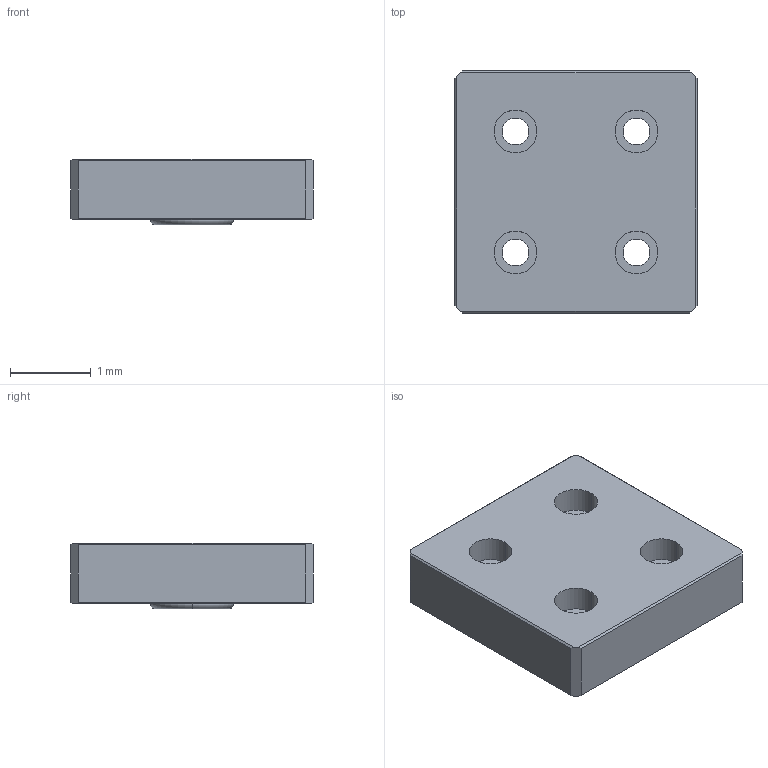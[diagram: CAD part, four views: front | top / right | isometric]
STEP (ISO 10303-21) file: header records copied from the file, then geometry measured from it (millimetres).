
FILE_DESCRIPTION((''),'2;1');
FILE_NAME('15AC8717.stp','2015-07-20T10:30:36',(''),(''),'Mechanical Desktop 2011','Mechanical Desktop 2011',', , ');
FILE_SCHEMA(('CONFIG_CONTROL_DESIGN'));
Length unit declared in the file: millimetre
Products named in the file (1): Product
Bounding box: 3 x 3 x 0.81 mm (x, y, z)
Volume: 6.3 mm3; surface area: 31 mm2
Topology: 2 solids, 2 shells, 45 faces, 110 edges, 72 vertices
Faces by surface type: plane 23, cylinder 16, torus 6
Entity records: 1451 total; most frequent: DIRECTION 248, CARTESIAN_POINT 228, ORIENTED_EDGE 220, EDGE_CURVE 110, AXIS2_PLACEMENT_3D 92, VERTEX_POINT 72, VECTOR 64, LINE 64
